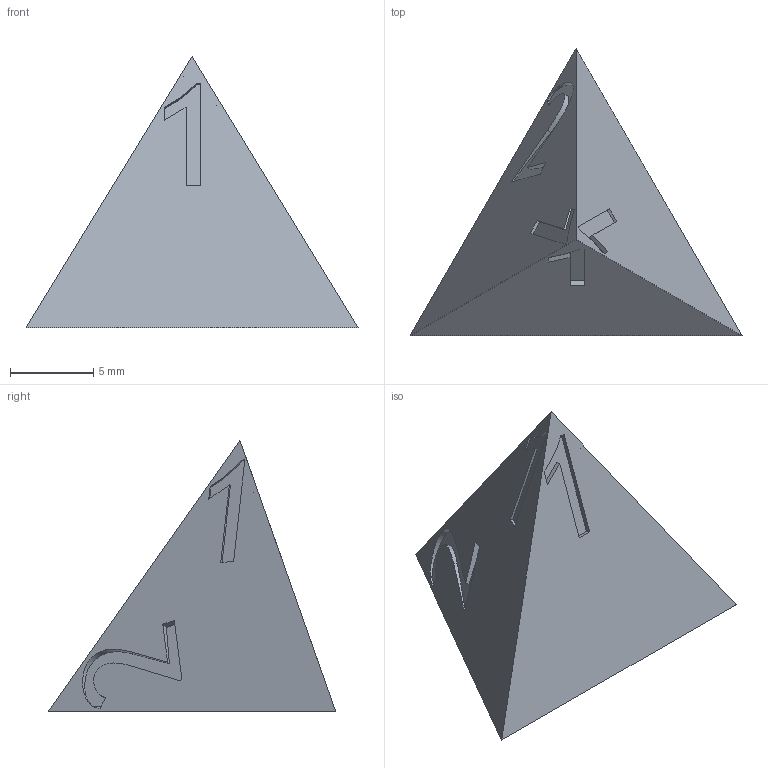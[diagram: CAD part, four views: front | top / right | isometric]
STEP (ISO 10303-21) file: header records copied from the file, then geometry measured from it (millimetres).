
FILE_DESCRIPTION(('HOOPS Exchange Step'),'2;1');
FILE_NAME('temp_export','2024-07-11T12:13:26+08:00',('sharma21'),('Shapr3D Limited'),'HOOPS Exchange 2024.2','Shapr3D','Authorized');
FILE_SCHEMA( ('AUTOMOTIVE_DESIGN { 1 0 10303 214 1 1 1 1 }') );
Length unit declared in the file: millimetre
Products named in the file (1): root
Bounding box: 20 x 17.32 x 16.33 mm (x, y, z)
Volume: 932.5 mm3; surface area: 719.5 mm2
Topology: 1 solids, 1 shells, 48 faces, 129 edges, 86 vertices
Faces by surface type: plane 41, bspline 7
Entity records: 1914 total; most frequent: CARTESIAN_POINT 734, ORIENTED_EDGE 258, DIRECTION 195, EDGE_CURVE 129, VECTOR 111, LINE 111, VERTEX_POINT 86, EDGE_LOOP 53
